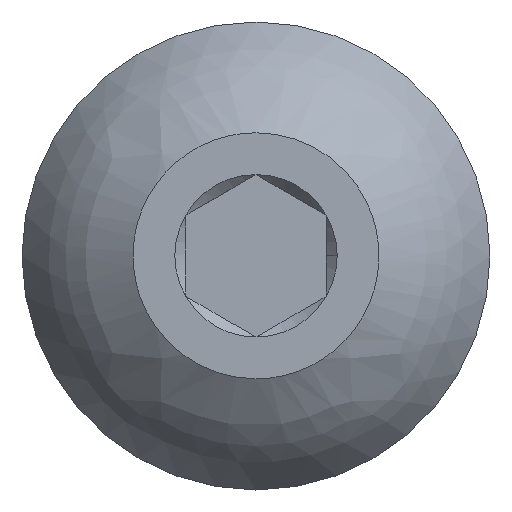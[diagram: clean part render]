
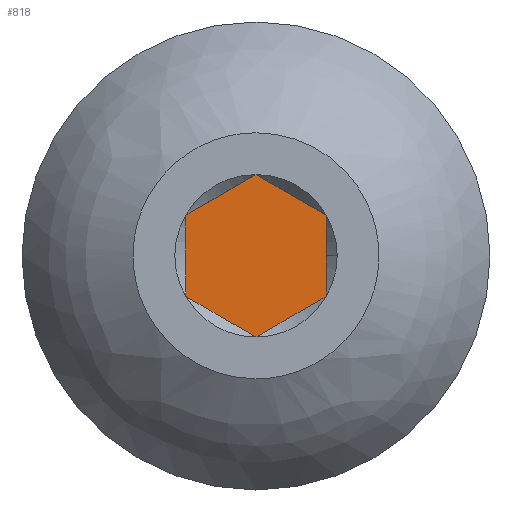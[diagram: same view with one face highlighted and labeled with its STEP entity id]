
A CAD part, top view. The second image highlights one B-rep face of the part: STEP entity #818.
In plain terms, the highlighted planar face has unit normal (0, 0, 1).
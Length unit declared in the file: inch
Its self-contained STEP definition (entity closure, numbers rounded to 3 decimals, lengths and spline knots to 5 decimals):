
#170 = DIRECTION ( 'NONE',  ( -0.866, 0.5, 0. ) ) ;
#174 = CARTESIAN_POINT ( 'NONE',  ( 0.04688, -0.02706, -0.0609 ) ) ;
#333 = VECTOR ( 'NONE', #3509, 39.37008 ) ;
#436 = DIRECTION ( 'NONE',  ( -0.866, -0.5, 0. ) ) ;
#478 = EDGE_CURVE ( 'NONE', #1537, #1403, #3043, .T. ) ;
#490 = VERTEX_POINT ( 'NONE', #2869 ) ;
#654 = ORIENTED_EDGE ( 'NONE', *, *, #478, .T. ) ;
#696 = CARTESIAN_POINT ( 'NONE',  ( 0.04688, 0.02706, -0.0609 ) ) ;
#792 = DIRECTION ( 'NONE',  ( 1., 0., 0. ) ) ;
#807 = CARTESIAN_POINT ( 'NONE',  ( 0.04687, -0.02706, -0.0609 ) ) ;
#818 = ADVANCED_FACE ( 'NONE', ( #2699 ), #1023, .T. ) ;
#835 = DIRECTION ( 'NONE',  ( 0.866, -0.5, 0. ) ) ;
#872 = ORIENTED_EDGE ( 'NONE', *, *, #3381, .T. ) ;
#888 = LINE ( 'NONE', #1717, #1558 ) ;
#936 = ORIENTED_EDGE ( 'NONE', *, *, #2502, .T. ) ;
#945 = ORIENTED_EDGE ( 'NONE', *, *, #1383, .T. ) ;
#973 = AXIS2_PLACEMENT_3D ( 'NONE', #174, #3513, #792 ) ;
#1023 = PLANE ( 'NONE',  #973 ) ;
#1101 = VECTOR ( 'NONE', #835, 39.37008 ) ;
#1203 = DIRECTION ( 'NONE',  ( 0.866, 0.5, 0. ) ) ;
#1253 = LINE ( 'NONE', #1523, #3015 ) ;
#1383 = EDGE_CURVE ( 'NONE', #3401, #1942, #3000, .T. ) ;
#1386 = DIRECTION ( 'NONE',  ( 0., 1., 0. ) ) ;
#1403 = VERTEX_POINT ( 'NONE', #2160 ) ;
#1523 = CARTESIAN_POINT ( 'NONE',  ( 0., 0.05413, -0.0609 ) ) ;
#1537 = VERTEX_POINT ( 'NONE', #807 ) ;
#1558 = VECTOR ( 'NONE', #1203, 39.37008 ) ;
#1666 = CARTESIAN_POINT ( 'NONE',  ( 0.04688, -0.02706, -0.0609 ) ) ;
#1717 = CARTESIAN_POINT ( 'NONE',  ( 0., -0.05413, -0.0609 ) ) ;
#1936 = CARTESIAN_POINT ( 'NONE',  ( -0.04687, -0.02706, -0.0609 ) ) ;
#1942 = VERTEX_POINT ( 'NONE', #3155 ) ;
#2033 = VECTOR ( 'NONE', #170, 39.37008 ) ;
#2131 = LINE ( 'NONE', #1936, #1101 ) ;
#2139 = EDGE_LOOP ( 'NONE', ( #945, #936, #2710, #654, #872, #2672 ) ) ;
#2160 = CARTESIAN_POINT ( 'NONE',  ( 0.04687, 0.02706, -0.0609 ) ) ;
#2502 = EDGE_CURVE ( 'NONE', #1942, #3141, #2131, .T. ) ;
#2672 = ORIENTED_EDGE ( 'NONE', *, *, #3244, .T. ) ;
#2699 = FACE_OUTER_BOUND ( 'NONE', #2139, .T. ) ;
#2710 = ORIENTED_EDGE ( 'NONE', *, *, #3122, .T. ) ;
#2869 = CARTESIAN_POINT ( 'NONE',  ( 0., 0.05413, -0.0609 ) ) ;
#2886 = VECTOR ( 'NONE', #1386, 39.37008 ) ;
#2944 = CARTESIAN_POINT ( 'NONE',  ( -0.04687, 0.02706, -0.0609 ) ) ;
#3000 = LINE ( 'NONE', #2944, #333 ) ;
#3015 = VECTOR ( 'NONE', #436, 39.37008 ) ;
#3043 = LINE ( 'NONE', #1666, #2886 ) ;
#3122 = EDGE_CURVE ( 'NONE', #3141, #1537, #888, .T. ) ;
#3132 = CARTESIAN_POINT ( 'NONE',  ( 0., -0.05413, -0.0609 ) ) ;
#3141 = VERTEX_POINT ( 'NONE', #3132 ) ;
#3155 = CARTESIAN_POINT ( 'NONE',  ( -0.04687, -0.02706, -0.0609 ) ) ;
#3244 = EDGE_CURVE ( 'NONE', #490, #3401, #1253, .T. ) ;
#3248 = LINE ( 'NONE', #696, #2033 ) ;
#3381 = EDGE_CURVE ( 'NONE', #1403, #490, #3248, .T. ) ;
#3401 = VERTEX_POINT ( 'NONE', #3474 ) ;
#3474 = CARTESIAN_POINT ( 'NONE',  ( -0.04687, 0.02706, -0.0609 ) ) ;
#3509 = DIRECTION ( 'NONE',  ( 0., -1., 0. ) ) ;
#3513 = DIRECTION ( 'NONE',  ( 0., 0., 1. ) ) ;
